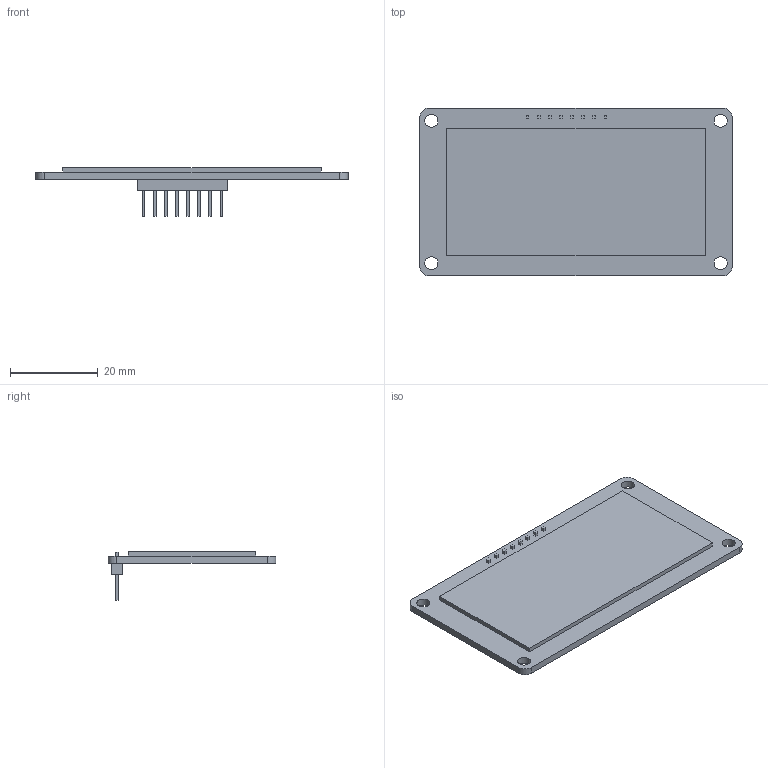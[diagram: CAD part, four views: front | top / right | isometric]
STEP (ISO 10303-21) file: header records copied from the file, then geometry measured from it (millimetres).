
FILE_DESCRIPTION(('FreeCAD Model'),'2;1');
FILE_NAME('Open CASCADE Shape Model','2022-10-20T21:49:22',('Author'),( ''),'Open CASCADE STEP processor 7.6','FreeCAD','Unknown');
FILE_SCHEMA(('AUTOMOTIVE_DESIGN { 1 0 10303 214 1 1 1 1 }'));
Length unit declared in the file: millimetre
Products named in the file (4): EPaper_2_13; PCB001; Pins001; EPD001
Assembly tree (3 placements, depth 2):
  EPaper_2_13
    PCB001
    Pins001
    EPD001
Bounding box: 71.2 x 38.3 x 11.1 mm (x, y, z)
Volume: 6182.2 mm3; surface area: 9786.3 mm2
Topology: 3 solids, 3 shells, 106 faces, 252 edges, 168 vertices
Faces by surface type: plane 98, cylinder 8
Full cylindrical faces by diameter (mm): 3 x4
Entity records: 6458 total; most frequent: CARTESIAN_POINT 1082, DIRECTION 984, LINE 724, VECTOR 724, ORIENTED_EDGE 504, PCURVE 504, DEFINITIONAL_REPRESENTATION 504, EDGE_CURVE 252
